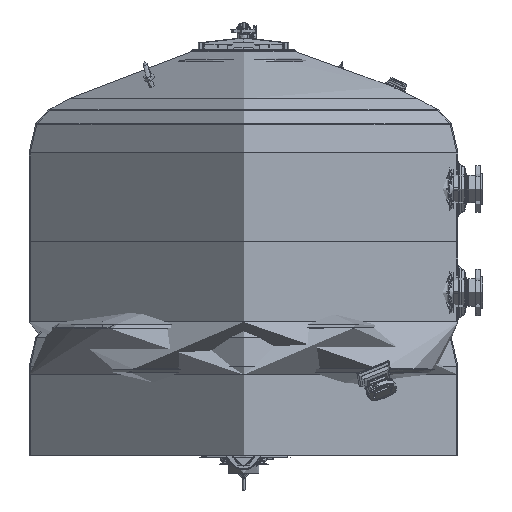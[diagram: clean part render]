
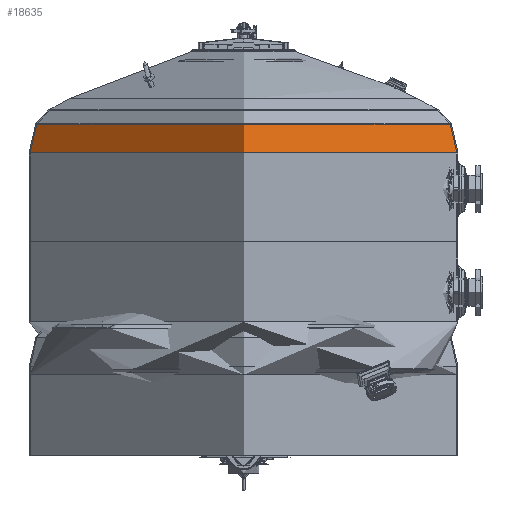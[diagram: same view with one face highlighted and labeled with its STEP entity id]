
A CAD part, front view. The second image highlights one B-rep face of the part: STEP entity #18635.
In plain terms, the highlighted toroidal (fillet/blend) face has major radius 700.334 mm and minor radius 314.666 mm.
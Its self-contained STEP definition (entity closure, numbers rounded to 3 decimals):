
#18635 = ADVANCED_FACE( '', ( #27911, #27912 ), #27913, .T. );
#27911 = FACE_OUTER_BOUND( '', #31366, .T. );
#27912 = FACE_OUTER_BOUND( '', #31367, .T. );
#27913 = TOROIDAL_SURFACE( '', #31368, 700.334, 314.666 );
#31366 = EDGE_LOOP( '', ( #36387 ) );
#31367 = EDGE_LOOP( '', ( #36388 ) );
#31368 = AXIS2_PLACEMENT_3D( '', #36389, #36390, #36391 );
#36387 = ORIENTED_EDGE( '', *, *, #70544, .T. );
#36388 = ORIENTED_EDGE( '', *, *, #70542, .F. );
#36389 = CARTESIAN_POINT( '', ( 0., 0., 420. ) );
#36390 = DIRECTION( '', ( 0., 0., -1. ) );
#36391 = DIRECTION( '', ( -1., 0., 0. ) );
#70542 = EDGE_CURVE( '', #74268, #74268, #74269, .T. );
#70544 = EDGE_CURVE( '', #74272, #74272, #74273, .T. );
#74268 = VERTEX_POINT( '', #76239 );
#74269 = CIRCLE( '', #76240, 1015. );
#74272 = VERTEX_POINT( '', #76243 );
#74273 = CIRCLE( '', #76244, 983.156 );
#76239 = CARTESIAN_POINT( '', ( -1015., 0., 420. ) );
#76240 = AXIS2_PLACEMENT_3D( '', #76291, #76292, #76293 );
#76243 = CARTESIAN_POINT( '', ( -983.156, 0., 557.935 ) );
#76244 = AXIS2_PLACEMENT_3D( '', #76297, #76298, #76299 );
#76291 = CARTESIAN_POINT( '', ( 0., 0., 420. ) );
#76292 = DIRECTION( '', ( 0., 0., -1. ) );
#76293 = DIRECTION( '', ( -1., 0., 0. ) );
#76297 = CARTESIAN_POINT( '', ( 0., 0., 557.935 ) );
#76298 = DIRECTION( '', ( 0., 0., -1. ) );
#76299 = DIRECTION( '', ( -1., 0., 0. ) );
